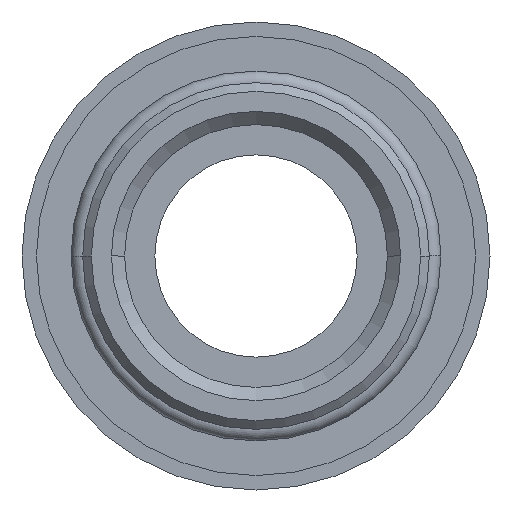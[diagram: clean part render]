
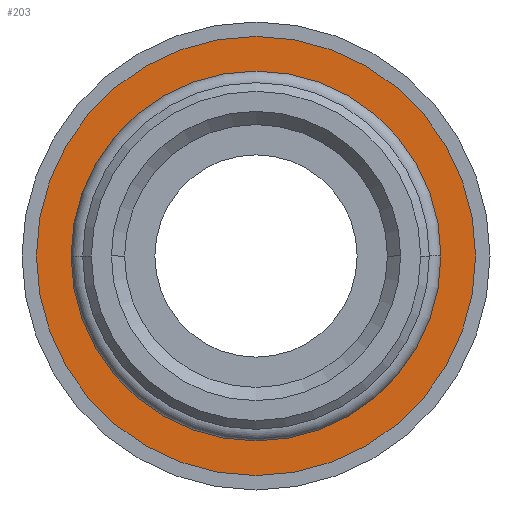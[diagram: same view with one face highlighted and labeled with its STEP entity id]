
A CAD part, front view. The second image highlights one B-rep face of the part: STEP entity #203.
In plain terms, the highlighted planar face has unit normal (0, -1, 0).
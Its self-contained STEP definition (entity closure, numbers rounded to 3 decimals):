
#203=ADVANCED_FACE('',(#416,#417),#418,.T.);
#416=FACE_OUTER_BOUND('',#629,.T.);
#417=FACE_BOUND('',#630,.T.);
#418=PLANE('',#631);
#629=EDGE_LOOP('',(#1122,#1123));
#630=EDGE_LOOP('',(#1124,#1125));
#631=AXIS2_PLACEMENT_3D('',#1126,#1127,#1128);
#1122=ORIENTED_EDGE('',*,*,#1374,.F.);
#1123=ORIENTED_EDGE('',*,*,#1237,.F.);
#1124=ORIENTED_EDGE('',*,*,#1370,.T.);
#1125=ORIENTED_EDGE('',*,*,#1362,.T.);
#1126=CARTESIAN_POINT('',(6.8,4.0,0.0));
#1127=DIRECTION('',(-0.0,-1.0,-0.0));
#1128=DIRECTION('',(-1.0,0.0,0.0));
#1237=EDGE_CURVE('',#1474,#1469,#1476,.T.);
#1362=EDGE_CURVE('',#1640,#1638,#1641,.T.);
#1370=EDGE_CURVE('',#1638,#1640,#1649,.T.);
#1374=EDGE_CURVE('',#1469,#1474,#1653,.T.);
#1469=VERTEX_POINT('',#1782);
#1474=VERTEX_POINT('',#1788);
#1476=CIRCLE('',#1791,7.6);
#1638=VERTEX_POINT('',#2217);
#1640=VERTEX_POINT('',#2220);
#1641=CIRCLE('',#2221,6.0);
#1649=CIRCLE('',#2230,6.0);
#1653=CIRCLE('',#2234,7.6);
#1782=CARTESIAN_POINT('',(7.6,4.0,0.0));
#1788=CARTESIAN_POINT('',(-7.6,4.0,0.));
#1791=AXIS2_PLACEMENT_3D('',#2337,#2338,#2339);
#2217=CARTESIAN_POINT('',(6.0,4.0,0.0));
#2220=CARTESIAN_POINT('',(-6.0,4.0,0.));
#2221=AXIS2_PLACEMENT_3D('',#2480,#2481,#2482);
#2230=AXIS2_PLACEMENT_3D('',#2490,#2491,#2492);
#2234=AXIS2_PLACEMENT_3D('',#2493,#2494,#2495);
#2337=CARTESIAN_POINT('',(0.0,4.0,0.0));
#2338=DIRECTION('',(-0.0,1.0,0.0));
#2339=DIRECTION('',(1.0,0.0,0.0));
#2480=CARTESIAN_POINT('',(0.0,4.0,0.0));
#2481=DIRECTION('',(-0.0,1.0,0.0));
#2482=DIRECTION('',(1.0,0.0,0.0));
#2490=CARTESIAN_POINT('',(0.0,4.0,0.0));
#2491=DIRECTION('',(-0.0,1.0,0.0));
#2492=DIRECTION('',(1.0,0.0,0.0));
#2493=CARTESIAN_POINT('',(0.0,4.0,0.0));
#2494=DIRECTION('',(-0.0,1.0,0.0));
#2495=DIRECTION('',(1.0,0.0,0.0));
